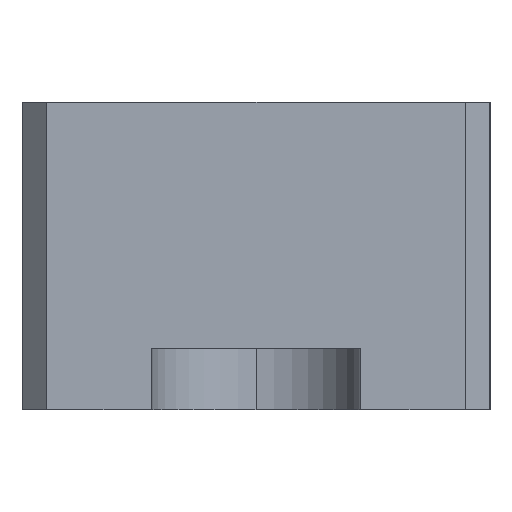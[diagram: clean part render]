
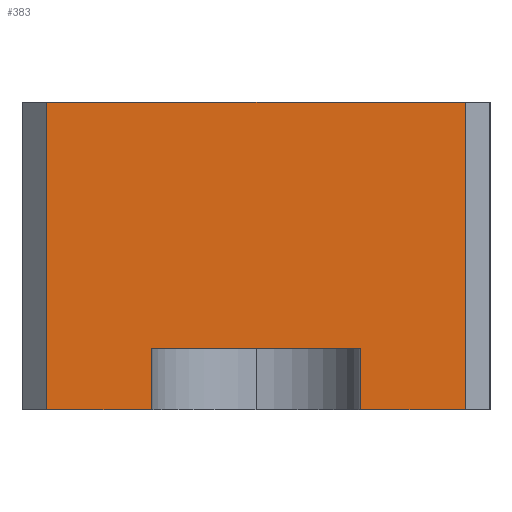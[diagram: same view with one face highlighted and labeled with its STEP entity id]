
A CAD part, left-side view. The second image highlights one B-rep face of the part: STEP entity #383.
In plain terms, the highlighted planar face has unit normal (-1, 0, 0).
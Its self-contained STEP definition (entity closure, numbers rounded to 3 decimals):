
#16 = LINE ( 'NONE', #546, #679 ) ;
#37 = EDGE_CURVE ( 'NONE', #112, #174, #103, .T. ) ;
#56 = PLANE ( 'NONE',  #339 ) ;
#58 = CARTESIAN_POINT ( 'NONE',  ( -100., -8.5, 0. ) ) ;
#63 = CARTESIAN_POINT ( 'NONE',  ( -100., -17., 25. ) ) ;
#64 = VERTEX_POINT ( 'NONE', #58 ) ;
#66 = CARTESIAN_POINT ( 'NONE',  ( -100., 8.5, 0. ) ) ;
#74 = DIRECTION ( 'NONE',  ( 0., 0., -1. ) ) ;
#101 = EDGE_CURVE ( 'NONE', #213, #370, #547, .T. ) ;
#103 = LINE ( 'NONE', #589, #534 ) ;
#107 = CARTESIAN_POINT ( 'NONE',  ( -100., -17., 0. ) ) ;
#111 = VECTOR ( 'NONE', #178, 1000. ) ;
#112 = VERTEX_POINT ( 'NONE', #66 ) ;
#114 = CARTESIAN_POINT ( 'NONE',  ( -100., -8.5, 25. ) ) ;
#135 = LINE ( 'NONE', #347, #524 ) ;
#153 = ORIENTED_EDGE ( 'NONE', *, *, #162, .F. ) ;
#162 = EDGE_CURVE ( 'NONE', #195, #234, #135, .T. ) ;
#163 = DIRECTION ( 'NONE',  ( -1., 0., 0. ) ) ;
#174 = VERTEX_POINT ( 'NONE', #575 ) ;
#175 = DIRECTION ( 'NONE',  ( 0., 0., -1. ) ) ;
#178 = DIRECTION ( 'NONE',  ( 0., 1., 0. ) ) ;
#193 = DIRECTION ( 'NONE',  ( 0., -1., 0. ) ) ;
#195 = VERTEX_POINT ( 'NONE', #474 ) ;
#201 = VECTOR ( 'NONE', #193, 1000. ) ;
#208 = CARTESIAN_POINT ( 'NONE',  ( -100., -17., 0. ) ) ;
#213 = VERTEX_POINT ( 'NONE', #411 ) ;
#223 = CARTESIAN_POINT ( 'NONE',  ( -100., 17., 25. ) ) ;
#224 = DIRECTION ( 'NONE',  ( 0., 1., 0. ) ) ;
#234 = VERTEX_POINT ( 'NONE', #208 ) ;
#248 = ORIENTED_EDGE ( 'NONE', *, *, #37, .F. ) ;
#281 = ORIENTED_EDGE ( 'NONE', *, *, #338, .F. ) ;
#291 = ORIENTED_EDGE ( 'NONE', *, *, #485, .F. ) ;
#338 = EDGE_CURVE ( 'NONE', #234, #64, #385, .T. ) ;
#339 = AXIS2_PLACEMENT_3D ( 'NONE', #599, #163, #597 ) ;
#347 = CARTESIAN_POINT ( 'NONE',  ( -100., -17., 25. ) ) ;
#350 = LINE ( 'NONE', #606, #520 ) ;
#370 = VERTEX_POINT ( 'NONE', #588 ) ;
#380 = LINE ( 'NONE', #114, #703 ) ;
#383 = ADVANCED_FACE ( 'NONE', ( #697 ), #56, .T. ) ;
#385 = LINE ( 'NONE', #107, #479 ) ;
#388 = VERTEX_POINT ( 'NONE', #223 ) ;
#395 = CARTESIAN_POINT ( 'NONE',  ( -100., -17., 5. ) ) ;
#411 = CARTESIAN_POINT ( 'NONE',  ( -100., 8.5, 5. ) ) ;
#424 = LINE ( 'NONE', #63, #111 ) ;
#433 = ORIENTED_EDGE ( 'NONE', *, *, #668, .T. ) ;
#437 = ORIENTED_EDGE ( 'NONE', *, *, #440, .T. ) ;
#440 = EDGE_CURVE ( 'NONE', #195, #388, #424, .T. ) ;
#459 = EDGE_CURVE ( 'NONE', #388, #174, #16, .T. ) ;
#474 = CARTESIAN_POINT ( 'NONE',  ( -100., -17., 25. ) ) ;
#479 = VECTOR ( 'NONE', #585, 1000. ) ;
#485 = EDGE_CURVE ( 'NONE', #213, #112, #350, .T. ) ;
#495 = DIRECTION ( 'NONE',  ( 0., 0., -1. ) ) ;
#520 = VECTOR ( 'NONE', #74, 1000. ) ;
#524 = VECTOR ( 'NONE', #495, 1000. ) ;
#534 = VECTOR ( 'NONE', #224, 1000. ) ;
#546 = CARTESIAN_POINT ( 'NONE',  ( -100., 17., 25. ) ) ;
#547 = LINE ( 'NONE', #395, #201 ) ;
#575 = CARTESIAN_POINT ( 'NONE',  ( -100., 17., 0. ) ) ;
#585 = DIRECTION ( 'NONE',  ( 0., 1., 0. ) ) ;
#588 = CARTESIAN_POINT ( 'NONE',  ( -100., -8.5, 5. ) ) ;
#589 = CARTESIAN_POINT ( 'NONE',  ( -100., -17., 0. ) ) ;
#596 = DIRECTION ( 'NONE',  ( 0., 0., -1. ) ) ;
#597 = DIRECTION ( 'NONE',  ( 0., 0., -1. ) ) ;
#599 = CARTESIAN_POINT ( 'NONE',  ( -100., -17., 25. ) ) ;
#606 = CARTESIAN_POINT ( 'NONE',  ( -100., 8.5, 25. ) ) ;
#627 = ORIENTED_EDGE ( 'NONE', *, *, #101, .T. ) ;
#668 = EDGE_CURVE ( 'NONE', #370, #64, #380, .T. ) ;
#673 = ORIENTED_EDGE ( 'NONE', *, *, #459, .T. ) ;
#674 = EDGE_LOOP ( 'NONE', ( #627, #433, #281, #153, #437, #673, #248, #291 ) ) ;
#679 = VECTOR ( 'NONE', #175, 1000. ) ;
#697 = FACE_OUTER_BOUND ( 'NONE', #674, .T. ) ;
#703 = VECTOR ( 'NONE', #596, 1000. ) ;
